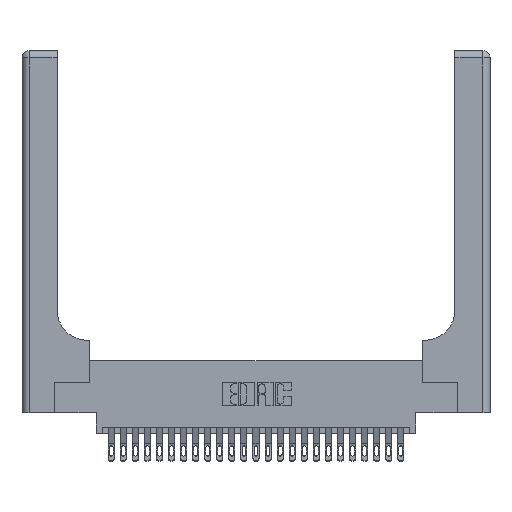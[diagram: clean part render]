
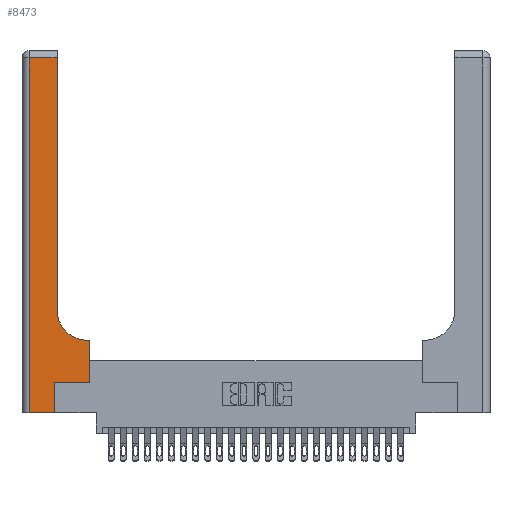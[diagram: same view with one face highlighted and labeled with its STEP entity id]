
A CAD part, top view. The second image highlights one B-rep face of the part: STEP entity #8473.
In plain terms, the highlighted planar face has unit normal (0, 0, 1).
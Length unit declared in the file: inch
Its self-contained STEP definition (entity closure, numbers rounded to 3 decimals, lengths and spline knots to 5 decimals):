
#94 = AXIS2_PLACEMENT_3D ( 'NONE', #5538, #3615, #3591 ) ;
#293 = LINE ( 'NONE', #22868, #22402 ) ;
#450 = EDGE_CURVE ( 'NONE', #25254, #14400, #10145, .T. ) ;
#869 = CARTESIAN_POINT ( 'NONE',  ( 0.5415, 0.6, 0.37 ) ) ;
#898 = CARTESIAN_POINT ( 'NONE',  ( 0.269, 0., 0.37 ) ) ;
#1464 = CARTESIAN_POINT ( 'NONE',  ( 0.269, 0.25, 0.37 ) ) ;
#2063 = CARTESIAN_POINT ( 'NONE',  ( 0.2915, 0.6, 0.37 ) ) ;
#2294 = VECTOR ( 'NONE', #9004, 39.37008 ) ;
#2296 = CARTESIAN_POINT ( 'NONE',  ( 0.269, 0., 0.37 ) ) ;
#3048 = EDGE_CURVE ( 'NONE', #19228, #25222, #7392, .T. ) ;
#3591 = DIRECTION ( 'NONE',  ( 1., 0., 0. ) ) ;
#3615 = DIRECTION ( 'NONE',  ( 0., 0., -1. ) ) ;
#3998 = VERTEX_POINT ( 'NONE', #1464 ) ;
#4028 = CARTESIAN_POINT ( 'NONE',  ( 0.2915, 2.94, 0.37 ) ) ;
#4222 = DIRECTION ( 'NONE',  ( -1., 0., 0. ) ) ;
#4393 = EDGE_CURVE ( 'NONE', #14400, #21453, #12409, .T. ) ;
#4593 = VECTOR ( 'NONE', #25337, 39.37008 ) ;
#4711 = CARTESIAN_POINT ( 'NONE',  ( 0.5585, 0.25, 0.37 ) ) ;
#4935 = CARTESIAN_POINT ( 'NONE',  ( 0.2915, 3., 0.37 ) ) ;
#5432 = CARTESIAN_POINT ( 'NONE',  ( 0.269, 0.25, 0.37 ) ) ;
#5538 = CARTESIAN_POINT ( 'NONE',  ( 0.5415, 0.85, 0.37 ) ) ;
#5723 = ORIENTED_EDGE ( 'NONE', *, *, #450, .T. ) ;
#5858 = ORIENTED_EDGE ( 'NONE', *, *, #7769, .T. ) ;
#6480 = CARTESIAN_POINT ( 'NONE',  ( 0.2915, 0.85, 0.37 ) ) ;
#7198 = CARTESIAN_POINT ( 'NONE',  ( 0.06, 2.94, 0.37 ) ) ;
#7392 = LINE ( 'NONE', #21694, #2294 ) ;
#7769 = EDGE_CURVE ( 'NONE', #21453, #8783, #293, .T. ) ;
#8040 = DIRECTION ( 'NONE',  ( -1., 0., 0. ) ) ;
#8473 = ADVANCED_FACE ( 'NONE', ( #12184 ), #10443, .F. ) ;
#8553 = VECTOR ( 'NONE', #15307, 39.37008 ) ;
#8783 = VERTEX_POINT ( 'NONE', #7198 ) ;
#9004 = DIRECTION ( 'NONE',  ( 0., 1., 0. ) ) ;
#9091 = LINE ( 'NONE', #2063, #24655 ) ;
#10145 = CIRCLE ( 'NONE', #94, 0.25 ) ;
#10264 = VECTOR ( 'NONE', #17376, 39.37008 ) ;
#10443 = PLANE ( 'NONE',  #24226 ) ;
#11307 = VECTOR ( 'NONE', #26661, 39.37008 ) ;
#11327 = ORIENTED_EDGE ( 'NONE', *, *, #22130, .T. ) ;
#11479 = ORIENTED_EDGE ( 'NONE', *, *, #25669, .T. ) ;
#12184 = FACE_OUTER_BOUND ( 'NONE', #25951, .T. ) ;
#12292 = ORIENTED_EDGE ( 'NONE', *, *, #18561, .T. ) ;
#12409 = LINE ( 'NONE', #4935, #18034 ) ;
#12623 = DIRECTION ( 'NONE',  ( 0., 0., -1. ) ) ;
#12791 = CARTESIAN_POINT ( 'NONE',  ( 0.06, 3., 0.37 ) ) ;
#13136 = CARTESIAN_POINT ( 'NONE',  ( 0., 0., 0.37 ) ) ;
#13998 = LINE ( 'NONE', #2296, #10264 ) ;
#14221 = ORIENTED_EDGE ( 'NONE', *, *, #18194, .T. ) ;
#14400 = VERTEX_POINT ( 'NONE', #6480 ) ;
#14703 = ORIENTED_EDGE ( 'NONE', *, *, #3048, .T. ) ;
#15307 = DIRECTION ( 'NONE',  ( 1., 0., 0. ) ) ;
#16367 = ORIENTED_EDGE ( 'NONE', *, *, #27523, .T. ) ;
#16764 = LINE ( 'NONE', #12791, #4593 ) ;
#17288 = ORIENTED_EDGE ( 'NONE', *, *, #4393, .T. ) ;
#17376 = DIRECTION ( 'NONE',  ( 0., 1., 0. ) ) ;
#17626 = LINE ( 'NONE', #5432, #11307 ) ;
#17832 = DIRECTION ( 'NONE',  ( 0., 1., 0. ) ) ;
#18034 = VECTOR ( 'NONE', #17832, 39.37008 ) ;
#18194 = EDGE_CURVE ( 'NONE', #3998, #19228, #17626, .T. ) ;
#18561 = EDGE_CURVE ( 'NONE', #22766, #3998, #13998, .T. ) ;
#19228 = VERTEX_POINT ( 'NONE', #4711 ) ;
#20053 = CARTESIAN_POINT ( 'NONE',  ( 0.06, 0., 0.37 ) ) ;
#21453 = VERTEX_POINT ( 'NONE', #4028 ) ;
#21694 = CARTESIAN_POINT ( 'NONE',  ( 0.5585, 0.25, 0.37 ) ) ;
#21794 = VERTEX_POINT ( 'NONE', #20053 ) ;
#22130 = EDGE_CURVE ( 'NONE', #21794, #22766, #25413, .T. ) ;
#22402 = VECTOR ( 'NONE', #8040, 39.37008 ) ;
#22766 = VERTEX_POINT ( 'NONE', #898 ) ;
#22868 = CARTESIAN_POINT ( 'NONE',  ( 0., 2.94, 0.37 ) ) ;
#24226 = AXIS2_PLACEMENT_3D ( 'NONE', #25170, #12623, #27246 ) ;
#24655 = VECTOR ( 'NONE', #4222, 39.37008 ) ;
#25170 = CARTESIAN_POINT ( 'NONE',  ( 0., 3., 0.37 ) ) ;
#25222 = VERTEX_POINT ( 'NONE', #26281 ) ;
#25254 = VERTEX_POINT ( 'NONE', #869 ) ;
#25337 = DIRECTION ( 'NONE',  ( 0., -1., 0. ) ) ;
#25413 = LINE ( 'NONE', #13136, #8553 ) ;
#25669 = EDGE_CURVE ( 'NONE', #8783, #21794, #16764, .T. ) ;
#25951 = EDGE_LOOP ( 'NONE', ( #17288, #5858, #11479, #11327, #12292, #14221, #14703, #16367, #5723 ) ) ;
#26281 = CARTESIAN_POINT ( 'NONE',  ( 0.5585, 0.6, 0.37 ) ) ;
#26661 = DIRECTION ( 'NONE',  ( 1., 0., 0. ) ) ;
#27246 = DIRECTION ( 'NONE',  ( -1., 0., 0. ) ) ;
#27523 = EDGE_CURVE ( 'NONE', #25222, #25254, #9091, .T. ) ;
